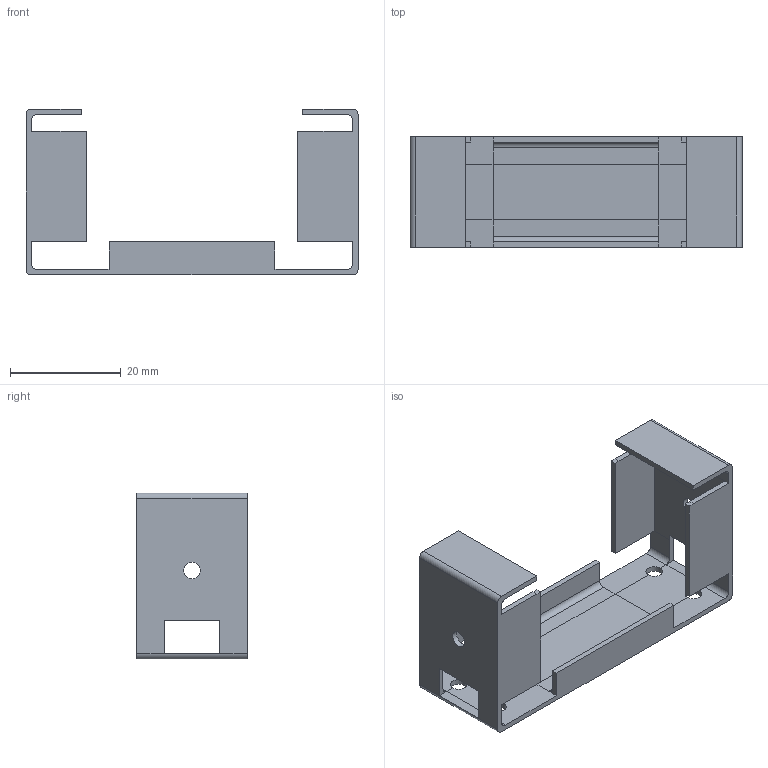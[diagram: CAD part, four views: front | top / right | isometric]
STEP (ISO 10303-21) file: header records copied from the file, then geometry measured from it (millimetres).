
FILE_DESCRIPTION(('FreeCAD Model'),'2;1');
FILE_NAME( 'supp_stp.step', '2020-01-19T20:11:05',('Author'),(''), 'Open CASCADE STEP processor 7.3','FreeCAD','Unknown');
FILE_SCHEMA(('AUTOMOTIVE_DESIGN { 1 0 10303 214 1 1 1 1 }'));
Length unit declared in the file: millimetre
Products named in the file (1): Body001
Bounding box: 60 x 20 x 30 mm (x, y, z)
Volume: 3666.2 mm3; surface area: 7763.6 mm2
Topology: 1 solids, 1 shells, 82 faces, 236 edges, 148 vertices
Faces by surface type: plane 64, cylinder 18
Full cylindrical faces by diameter (mm): 3 x6
Entity records: 5820 total; most frequent: CARTESIAN_POINT 1065, DIRECTION 893, LINE 628, VECTOR 628, ORIENTED_EDGE 472, PCURVE 472, DEFINITIONAL_REPRESENTATION 472, EDGE_CURVE 236
